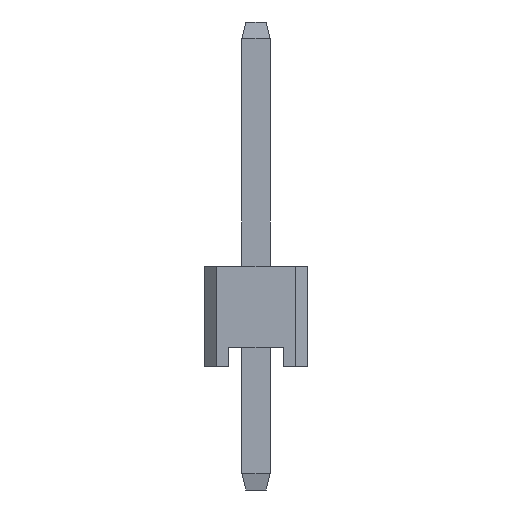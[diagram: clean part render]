
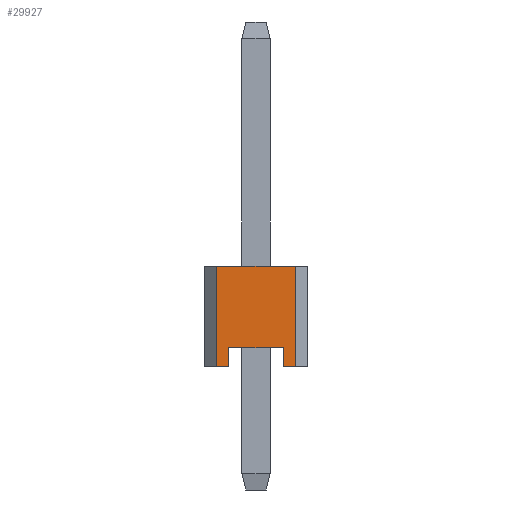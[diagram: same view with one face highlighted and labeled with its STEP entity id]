
A CAD part, left-side view. The second image highlights one B-rep face of the part: STEP entity #29927.
In plain terms, the highlighted planar face has unit normal (-1, 0, 0).
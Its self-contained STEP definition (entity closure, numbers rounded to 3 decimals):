
#303 = EDGE_CURVE ( 'NONE', #7932, #28009, #38999, .T. ) ;
#1316 = CARTESIAN_POINT ( 'NONE',  ( -13.97, 0.67, 0.03 ) ) ;
#1384 = VERTEX_POINT ( 'NONE', #13579 ) ;
#1488 = PLANE ( 'NONE',  #19553 ) ;
#1816 = ORIENTED_EDGE ( 'NONE', *, *, #10845, .T. ) ;
#4312 = FACE_OUTER_BOUND ( 'NONE', #31923, .T. ) ;
#4474 = EDGE_CURVE ( 'NONE', #27147, #4928, #29497, .T. ) ;
#4928 = VERTEX_POINT ( 'NONE', #1316 ) ;
#5550 = VECTOR ( 'NONE', #6407, 1000. ) ;
#6217 = ORIENTED_EDGE ( 'NONE', *, *, #29399, .T. ) ;
#6407 = DIRECTION ( 'NONE',  ( 0., 0., -1. ) ) ;
#7477 = DIRECTION ( 'NONE',  ( 0., 0., -1. ) ) ;
#7932 = VERTEX_POINT ( 'NONE', #10030 ) ;
#8475 = DIRECTION ( 'NONE',  ( 0., -1., 0. ) ) ;
#8691 = ORIENTED_EDGE ( 'NONE', *, *, #303, .F. ) ;
#9060 = VECTOR ( 'NONE', #29661, 1000. ) ;
#9773 = EDGE_CURVE ( 'NONE', #27147, #37458, #16641, .T. ) ;
#10030 = CARTESIAN_POINT ( 'NONE',  ( -13.97, -0.97, 2.5 ) ) ;
#10845 = EDGE_CURVE ( 'NONE', #14233, #4928, #14824, .T. ) ;
#10927 = CARTESIAN_POINT ( 'NONE',  ( -13.97, 0.97, 0.03 ) ) ;
#11301 = LINE ( 'NONE', #35506, #35893 ) ;
#11931 = CARTESIAN_POINT ( 'NONE',  ( -13.97, -0.67, 0.03 ) ) ;
#12483 = DIRECTION ( 'NONE',  ( 0., -1., 0. ) ) ;
#12642 = EDGE_CURVE ( 'NONE', #1384, #7932, #16239, .T. ) ;
#12875 = CARTESIAN_POINT ( 'NONE',  ( -13.97, 0.97, 2.5 ) ) ;
#13579 = CARTESIAN_POINT ( 'NONE',  ( -13.97, 0.97, 2.5 ) ) ;
#13651 = EDGE_CURVE ( 'NONE', #1384, #14233, #25619, .T. ) ;
#14233 = VERTEX_POINT ( 'NONE', #10927 ) ;
#14824 = LINE ( 'NONE', #18167, #24615 ) ;
#15896 = CARTESIAN_POINT ( 'NONE',  ( -13.97, 0.97, 2.5 ) ) ;
#15916 = DIRECTION ( 'NONE',  ( 1., 0., 0. ) ) ;
#16239 = LINE ( 'NONE', #12875, #26123 ) ;
#16641 = LINE ( 'NONE', #35266, #29580 ) ;
#17034 = DIRECTION ( 'NONE',  ( 0., -1., 0. ) ) ;
#17497 = EDGE_CURVE ( 'NONE', #36906, #28009, #11301, .T. ) ;
#17579 = DIRECTION ( 'NONE',  ( 0., 0., -1. ) ) ;
#18167 = CARTESIAN_POINT ( 'NONE',  ( -13.97, 0.97, 0.03 ) ) ;
#18985 = CARTESIAN_POINT ( 'NONE',  ( -13.97, 0.67, 0.5 ) ) ;
#18997 = LINE ( 'NONE', #24371, #5550 ) ;
#19553 = AXIS2_PLACEMENT_3D ( 'NONE', #28211, #15916, #28028 ) ;
#23735 = CARTESIAN_POINT ( 'NONE',  ( -13.97, -0.97, 2.5 ) ) ;
#24371 = CARTESIAN_POINT ( 'NONE',  ( -13.97, -0.67, 0.53 ) ) ;
#24615 = VECTOR ( 'NONE', #30296, 1000. ) ;
#25619 = LINE ( 'NONE', #15896, #30489 ) ;
#26123 = VECTOR ( 'NONE', #12483, 1000. ) ;
#26911 = CARTESIAN_POINT ( 'NONE',  ( -13.97, 0.67, 0.53 ) ) ;
#27147 = VERTEX_POINT ( 'NONE', #18985 ) ;
#28009 = VERTEX_POINT ( 'NONE', #30778 ) ;
#28028 = DIRECTION ( 'NONE',  ( 0., 1., 0. ) ) ;
#28211 = CARTESIAN_POINT ( 'NONE',  ( -13.97, 0.97, 2.5 ) ) ;
#28530 = ORIENTED_EDGE ( 'NONE', *, *, #4474, .F. ) ;
#29105 = ORIENTED_EDGE ( 'NONE', *, *, #17497, .T. ) ;
#29399 = EDGE_CURVE ( 'NONE', #37458, #36906, #18997, .T. ) ;
#29497 = LINE ( 'NONE', #26911, #33000 ) ;
#29580 = VECTOR ( 'NONE', #17034, 1000. ) ;
#29661 = DIRECTION ( 'NONE',  ( 0., 0., -1. ) ) ;
#29927 = ADVANCED_FACE ( 'NONE', ( #4312 ), #1488, .F. ) ;
#30296 = DIRECTION ( 'NONE',  ( 0., -1., 0. ) ) ;
#30489 = VECTOR ( 'NONE', #7477, 1000. ) ;
#30778 = CARTESIAN_POINT ( 'NONE',  ( -13.97, -0.97, 0.03 ) ) ;
#31923 = EDGE_LOOP ( 'NONE', ( #33905, #6217, #29105, #8691, #36981, #32867, #1816, #28530 ) ) ;
#32867 = ORIENTED_EDGE ( 'NONE', *, *, #13651, .T. ) ;
#33000 = VECTOR ( 'NONE', #17579, 1000. ) ;
#33888 = CARTESIAN_POINT ( 'NONE',  ( -13.97, -0.67, 0.5 ) ) ;
#33905 = ORIENTED_EDGE ( 'NONE', *, *, #9773, .T. ) ;
#35266 = CARTESIAN_POINT ( 'NONE',  ( -13.97, 0.97, 0.5 ) ) ;
#35506 = CARTESIAN_POINT ( 'NONE',  ( -13.97, -0.67, 0.03 ) ) ;
#35893 = VECTOR ( 'NONE', #8475, 1000. ) ;
#36906 = VERTEX_POINT ( 'NONE', #11931 ) ;
#36981 = ORIENTED_EDGE ( 'NONE', *, *, #12642, .F. ) ;
#37458 = VERTEX_POINT ( 'NONE', #33888 ) ;
#38999 = LINE ( 'NONE', #23735, #9060 ) ;
